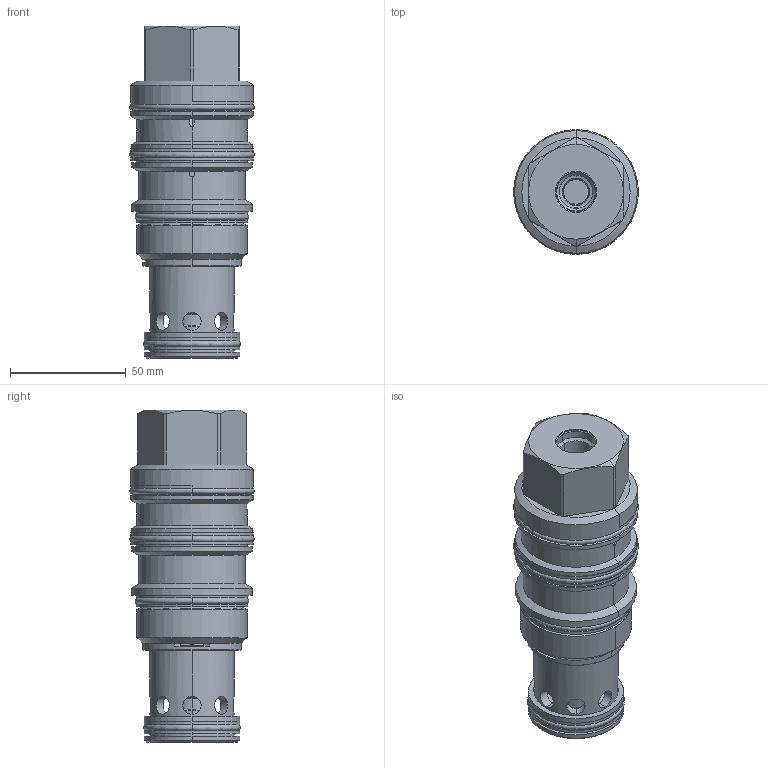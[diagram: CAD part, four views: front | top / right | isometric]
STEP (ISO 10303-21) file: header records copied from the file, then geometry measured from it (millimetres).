
FILE_DESCRIPTION((''),'2;1');
FILE_NAME('DKJR8-HN_PRT','2014-01-17T',('Administrator'),(''),'PRO/ENGINEER BY PARAMETRIC TECHNOLOGY CORPORATION, 2006240','PRO/ENGINEER BY PARAMETRIC TECHNOLOGY CORPORATION, 2006240','');
FILE_SCHEMA(('CONFIG_CONTROL_DESIGN'));
Products named in the file (1): DKJR8-HN_PRT
Bounding box: 53.85 x 53.82 x 143.69 mm (x, y, z)
Volume: 193926.9 mm3; surface area: 78550.6 mm2
Topology: 6 solids, 6 shells, 430 faces, 944 edges, 563 vertices
Faces by surface type: cylinder 192, cone 92, plane 80, torus 36, revolution 16, bspline 14
Entity records: 40657 total; most frequent: CARTESIAN_POINT 31101, DIRECTION 2077, ORIENTED_EDGE 1876, EDGE_CURVE 938, AXIS2_PLACEMENT_3D 877, VERTEX_POINT 563, EDGE_LOOP 515, CIRCLE 477
